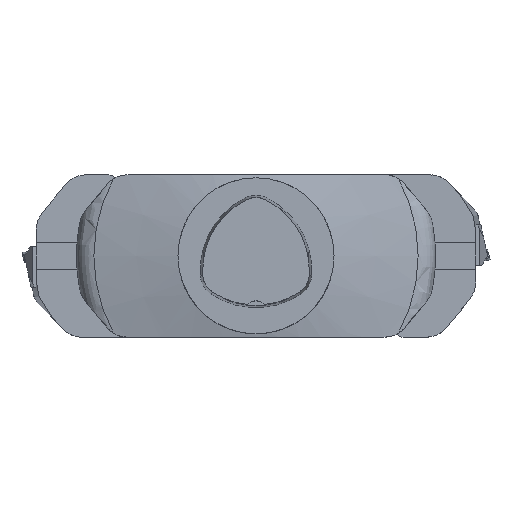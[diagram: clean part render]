
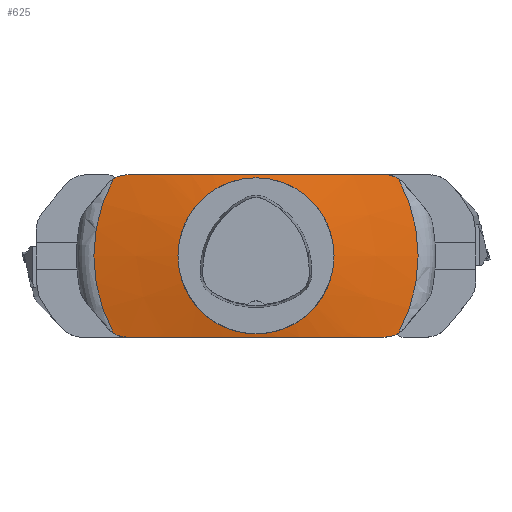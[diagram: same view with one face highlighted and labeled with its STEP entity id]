
A CAD part, top view. The second image highlights one B-rep face of the part: STEP entity #625.
In plain terms, the highlighted conical face has half-angle 78 degrees and reference radius 50 mm.
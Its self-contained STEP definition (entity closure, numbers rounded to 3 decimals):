
#454=CONICAL_SURFACE('',#3519,50.,78.);
#473=FACE_BOUND('',#1026,.T.);
#474=FACE_BOUND('',#1027,.T.);
#544=B_SPLINE_CURVE_WITH_KNOTS('',3,(#4852,#4853,#4854,#4855),
 .UNSPECIFIED.,.F.,.F.,(4,4),(0.,1.),.UNSPECIFIED.);
#547=B_SPLINE_CURVE_WITH_KNOTS('',3,(#4869,#4870,#4871,#4872),
 .UNSPECIFIED.,.F.,.F.,(4,4),(0.,1.),.UNSPECIFIED.);
#548=B_SPLINE_CURVE_WITH_KNOTS('',3,(#4878,#4879,#4880,#4881,#4882,#4883,
#4884,#4885,#4886,#4887,#4888,#4889),.UNSPECIFIED.,.F.,.F.,(4,2,2,2,2,4),
(0.,0.25,0.375,0.5,0.75,1.),.UNSPECIFIED.);
#549=B_SPLINE_CURVE_WITH_KNOTS('',3,(#4891,#4892,#4893,#4894),
 .UNSPECIFIED.,.F.,.F.,(4,4),(0.,1.),.UNSPECIFIED.);
#552=B_SPLINE_CURVE_WITH_KNOTS('',3,(#4908,#4909,#4910,#4911),
 .UNSPECIFIED.,.F.,.F.,(4,4),(0.,1.),.UNSPECIFIED.);
#553=B_SPLINE_CURVE_WITH_KNOTS('',3,(#4915,#4916,#4917,#4918,#4919,#4920,
#4921,#4922,#4923,#4924,#4925,#4926),.UNSPECIFIED.,.F.,.F.,(4,2,2,2,2,4),
(0.,0.25,0.5,0.625,0.75,1.),.UNSPECIFIED.);
#625=ADVANCED_FACE('',(#473,#474),#454,.T.);
#1026=EDGE_LOOP('',(#1485));
#1027=EDGE_LOOP('',(#1486,#1487,#1488,#1489,#1490,#1491,#1492,#1493));
#1207=CIRCLE('',#3509,103.911);
#1208=CIRCLE('',#3514,103.911);
#1209=CIRCLE('',#3518,50.);
#1485=ORIENTED_EDGE('',*,*,#2457,.T.);
#1486=ORIENTED_EDGE('',*,*,#2456,.F.);
#1487=ORIENTED_EDGE('',*,*,#2454,.T.);
#1488=ORIENTED_EDGE('',*,*,#2452,.T.);
#1489=ORIENTED_EDGE('',*,*,#2450,.T.);
#1490=ORIENTED_EDGE('',*,*,#2449,.F.);
#1491=ORIENTED_EDGE('',*,*,#2446,.T.);
#1492=ORIENTED_EDGE('',*,*,#2444,.T.);
#1493=ORIENTED_EDGE('',*,*,#2442,.T.);
#2141=VERTEX_POINT('',#4851);
#2142=VERTEX_POINT('',#4856);
#2143=VERTEX_POINT('',#4863);
#2144=VERTEX_POINT('',#4873);
#2145=VERTEX_POINT('',#4877);
#2146=VERTEX_POINT('',#4895);
#2147=VERTEX_POINT('',#4902);
#2148=VERTEX_POINT('',#4912);
#2149=VERTEX_POINT('',#4929);
#2442=EDGE_CURVE('',#2142,#2141,#544,.T.);
#2444=EDGE_CURVE('',#2143,#2142,#1207,.T.);
#2446=EDGE_CURVE('',#2144,#2143,#547,.T.);
#2449=EDGE_CURVE('',#2144,#2145,#548,.T.);
#2450=EDGE_CURVE('',#2146,#2145,#549,.T.);
#2452=EDGE_CURVE('',#2147,#2146,#1208,.T.);
#2454=EDGE_CURVE('',#2148,#2147,#552,.T.);
#2456=EDGE_CURVE('',#2148,#2141,#553,.T.);
#2457=EDGE_CURVE('',#2149,#2149,#1209,.T.);
#3509=AXIS2_PLACEMENT_3D('',#4862,#3930,#3931);
#3514=AXIS2_PLACEMENT_3D('',#4901,#3942,#3943);
#3518=AXIS2_PLACEMENT_3D('',#4928,#3951,#3952);
#3519=AXIS2_PLACEMENT_3D('',#4930,#3953,#3954);
#3930=DIRECTION('',(0.,0.,1.));
#3931=DIRECTION('',(-1.,0.,0.));
#3942=DIRECTION('',(0.,0.,1.));
#3943=DIRECTION('',(-1.,0.,0.));
#3951=DIRECTION('',(0.,0.,-1.));
#3952=DIRECTION('',(-1.,0.,0.));
#3953=DIRECTION('',(0.,0.,-1.));
#3954=DIRECTION('',(-1.,0.,0.));
#4851=CARTESIAN_POINT('',(-82.689,-52.,-47.135));
#4852=CARTESIAN_POINT('',(-91.409,-49.415,-48.459));
#4853=CARTESIAN_POINT('',(-88.798,-51.112,-48.142));
#4854=CARTESIAN_POINT('',(-85.769,-52.,-47.689));
#4855=CARTESIAN_POINT('',(-82.689,-52.,-47.135));
#4856=CARTESIAN_POINT('',(-91.409,-49.415,-48.459));
#4862=CARTESIAN_POINT('',(0.,0.,-48.459));
#4863=CARTESIAN_POINT('',(-91.409,49.415,-48.459));
#4869=CARTESIAN_POINT('',(-82.689,52.,-47.135));
#4870=CARTESIAN_POINT('',(-85.769,52.,-47.689));
#4871=CARTESIAN_POINT('',(-88.798,51.112,-48.142));
#4872=CARTESIAN_POINT('',(-91.409,49.415,-48.459));
#4873=CARTESIAN_POINT('',(-82.689,52.,-47.135));
#4877=CARTESIAN_POINT('',(82.689,52.,-47.135));
#4878=CARTESIAN_POINT('',(-82.689,52.,-47.135));
#4879=CARTESIAN_POINT('',(-69.012,52.,-44.674));
#4880=CARTESIAN_POINT('',(-55.31,52.,-42.345));
#4881=CARTESIAN_POINT('',(-34.613,52.,-39.6));
#4882=CARTESIAN_POINT('',(-27.689,52.,-38.819));
#4883=CARTESIAN_POINT('',(-13.75,52.,-37.722));
#4884=CARTESIAN_POINT('',(-6.741,52.,-37.419));
#4885=CARTESIAN_POINT('',(14.121,52.,-37.437));
#4886=CARTESIAN_POINT('',(27.902,52.,-38.707));
#4887=CARTESIAN_POINT('',(55.353,52.,-42.354));
#4888=CARTESIAN_POINT('',(69.028,52.,-44.677));
#4889=CARTESIAN_POINT('',(82.689,52.,-47.135));
#4891=CARTESIAN_POINT('',(91.409,49.415,-48.459));
#4892=CARTESIAN_POINT('',(88.798,51.112,-48.142));
#4893=CARTESIAN_POINT('',(85.769,52.,-47.689));
#4894=CARTESIAN_POINT('',(82.689,52.,-47.135));
#4895=CARTESIAN_POINT('',(91.409,49.415,-48.459));
#4901=CARTESIAN_POINT('',(0.,0.,-48.459));
#4902=CARTESIAN_POINT('',(91.409,-49.415,-48.459));
#4908=CARTESIAN_POINT('',(82.689,-52.,-47.135));
#4909=CARTESIAN_POINT('',(85.769,-52.,-47.689));
#4910=CARTESIAN_POINT('',(88.798,-51.112,-48.142));
#4911=CARTESIAN_POINT('',(91.409,-49.415,-48.459));
#4912=CARTESIAN_POINT('',(82.689,-52.,-47.135));
#4915=CARTESIAN_POINT('',(82.689,-52.,-47.135));
#4916=CARTESIAN_POINT('',(69.028,-52.,-44.677));
#4917=CARTESIAN_POINT('',(55.353,-52.,-42.354));
#4918=CARTESIAN_POINT('',(27.902,-52.,-38.707));
#4919=CARTESIAN_POINT('',(14.121,-52.,-37.437));
#4920=CARTESIAN_POINT('',(-6.741,-52.,-37.419));
#4921=CARTESIAN_POINT('',(-13.75,-52.,-37.722));
#4922=CARTESIAN_POINT('',(-27.689,-52.,-38.819));
#4923=CARTESIAN_POINT('',(-34.613,-52.,-39.6));
#4924=CARTESIAN_POINT('',(-55.31,-52.,-42.345));
#4925=CARTESIAN_POINT('',(-69.012,-52.,-44.674));
#4926=CARTESIAN_POINT('',(-82.689,-52.,-47.135));
#4928=CARTESIAN_POINT('',(0.,0.,-37.));
#4929=CARTESIAN_POINT('',(-50.,0.,-37.));
#4930=CARTESIAN_POINT('',(0.,0.,-37.));
